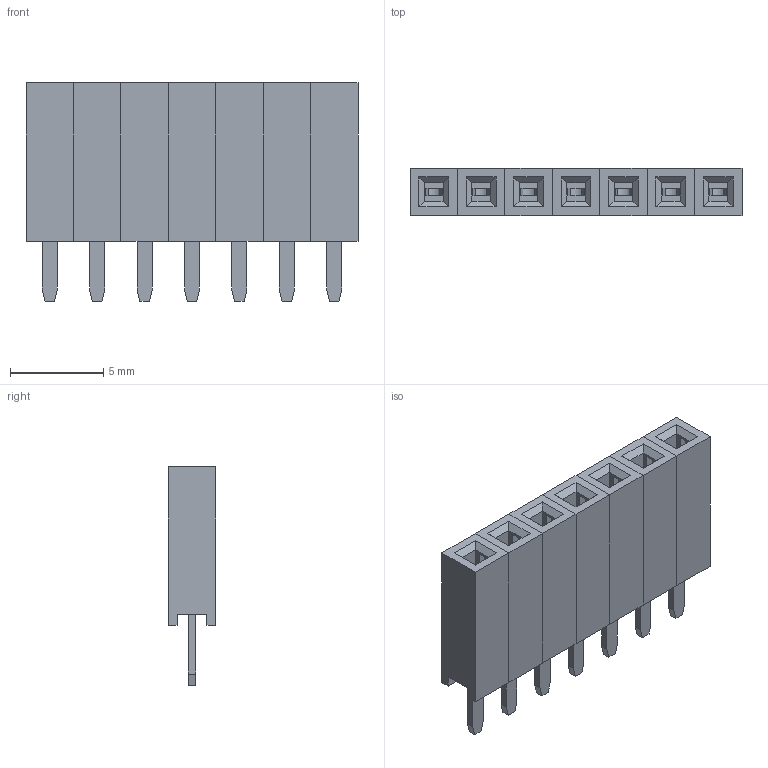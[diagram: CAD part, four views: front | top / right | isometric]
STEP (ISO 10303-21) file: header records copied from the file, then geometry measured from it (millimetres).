
FILE_DESCRIPTION (( 'STEP AP214' ), '1' );
FILE_NAME ('User Library-HeaderRangLuocDonThang2.54mm.STEP', '2019-04-08T09:26:35', ( '' ), ( '' ), 'SwSTEP 2.0', 'SolidWorks 2019', '' );
FILE_SCHEMA (( 'AUTOMOTIVE_DESIGN' ));
Length unit declared in the file: millimetre
Products named in the file (1): User Library-HeaderRangLuocDonThang2.54mm
Bounding box: 17.78 x 2.54 x 11.7 mm (x, y, z)
Volume: 320.1 mm3; surface area: 1212.9 mm2
Topology: 7 solids, 7 shells, 336 faces, 938 edges, 616 vertices
Faces by surface type: plane 329, cylinder 7
Entity records: 14372 total; most frequent: CARTESIAN_POINT 1891, ORIENTED_EDGE 1876, DIRECTION 1626, EDGE_CURVE 938, LINE 924, VECTOR 924, VERTEX_POINT 616, EDGE_LOOP 364
